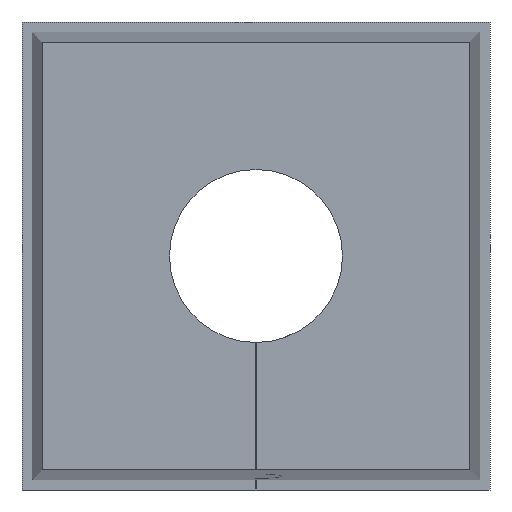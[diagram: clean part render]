
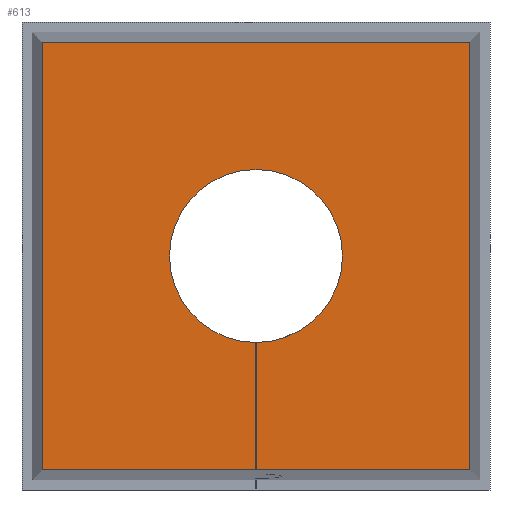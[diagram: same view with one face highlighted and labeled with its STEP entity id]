
A CAD part, front view. The second image highlights one B-rep face of the part: STEP entity #613.
In plain terms, the highlighted planar face has unit normal (0, -1, 0).
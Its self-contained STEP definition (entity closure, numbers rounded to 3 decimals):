
#3 = CARTESIAN_POINT ( 'NONE',  ( 22., -14.5, -20.994 ) ) ;
#10 = VERTEX_POINT ( 'NONE', #229 ) ;
#36 = LINE ( 'NONE', #799, #268 ) ;
#37 = VECTOR ( 'NONE', #357, 1000. ) ;
#69 = VERTEX_POINT ( 'NONE', #738 ) ;
#71 = DIRECTION ( 'NONE',  ( 0., 1., 0. ) ) ;
#83 = DIRECTION ( 'NONE',  ( 0., 1., 0. ) ) ;
#86 = CARTESIAN_POINT ( 'NONE',  ( 0., -14.5, 0. ) ) ;
#90 = CARTESIAN_POINT ( 'NONE',  ( 8.5, -14.5, 0. ) ) ;
#94 = CIRCLE ( 'NONE', #561, 8.5 ) ;
#95 = DIRECTION ( 'NONE',  ( 0., 0., 1. ) ) ;
#98 = CARTESIAN_POINT ( 'NONE',  ( 0., -14.5, 0. ) ) ;
#104 = LINE ( 'NONE', #688, #736 ) ;
#114 = EDGE_CURVE ( 'NONE', #419, #528, #218, .T. ) ;
#148 = CARTESIAN_POINT ( 'NONE',  ( -0.005, -14.5, -11.5 ) ) ;
#155 = ORIENTED_EDGE ( 'NONE', *, *, #496, .T. ) ;
#161 = CARTESIAN_POINT ( 'NONE',  ( 0.005, -14.5, -8.5 ) ) ;
#165 = CARTESIAN_POINT ( 'NONE',  ( 22., -14.5, -20.994 ) ) ;
#171 = VECTOR ( 'NONE', #221, 1000. ) ;
#192 = ORIENTED_EDGE ( 'NONE', *, *, #372, .T. ) ;
#194 = LINE ( 'NONE', #722, #412 ) ;
#218 = LINE ( 'NONE', #342, #37 ) ;
#221 = DIRECTION ( 'NONE',  ( -1., 0., 0. ) ) ;
#229 = CARTESIAN_POINT ( 'NONE',  ( 20.994, -14.5, -20.994 ) ) ;
#246 = EDGE_CURVE ( 'NONE', #470, #383, #582, .T. ) ;
#254 = DIRECTION ( 'NONE',  ( 0., 0., -1. ) ) ;
#268 = VECTOR ( 'NONE', #806, 1000. ) ;
#270 = VERTEX_POINT ( 'NONE', #713 ) ;
#281 = DIRECTION ( 'NONE',  ( 1., 0., 0. ) ) ;
#302 = EDGE_CURVE ( 'NONE', #407, #470, #816, .T. ) ;
#305 = DIRECTION ( 'NONE',  ( 0., 0., -1. ) ) ;
#327 = DIRECTION ( 'NONE',  ( -1., 0., 0. ) ) ;
#335 = ORIENTED_EDGE ( 'NONE', *, *, #521, .T. ) ;
#338 = ORIENTED_EDGE ( 'NONE', *, *, #351, .F. ) ;
#340 = DIRECTION ( 'NONE',  ( -1., 0., 0. ) ) ;
#342 = CARTESIAN_POINT ( 'NONE',  ( -22., -14.5, 20.994 ) ) ;
#350 = CARTESIAN_POINT ( 'NONE',  ( -20.994, -14.5, -20.994 ) ) ;
#351 = EDGE_CURVE ( 'NONE', #270, #597, #449, .T. ) ;
#357 = DIRECTION ( 'NONE',  ( 1., 0., 0. ) ) ;
#369 = VECTOR ( 'NONE', #95, 1000. ) ;
#371 = EDGE_LOOP ( 'NONE', ( #335, #636, #464, #192, #155, #730, #690, #492, #675, #338 ) ) ;
#372 = EDGE_CURVE ( 'NONE', #383, #523, #94, .T. ) ;
#383 = VERTEX_POINT ( 'NONE', #90 ) ;
#389 = CARTESIAN_POINT ( 'NONE',  ( -20.994, -14.5, 20.994 ) ) ;
#404 = DIRECTION ( 'NONE',  ( -1., 0., 0. ) ) ;
#407 = VERTEX_POINT ( 'NONE', #656 ) ;
#412 = VECTOR ( 'NONE', #254, 1000. ) ;
#419 = VERTEX_POINT ( 'NONE', #389 ) ;
#420 = FACE_OUTER_BOUND ( 'NONE', #371, .T. ) ;
#449 = LINE ( 'NONE', #3, #171 ) ;
#464 = ORIENTED_EDGE ( 'NONE', *, *, #246, .T. ) ;
#470 = VERTEX_POINT ( 'NONE', #716 ) ;
#479 = DIRECTION ( 'NONE',  ( 0., 1., 0. ) ) ;
#492 = ORIENTED_EDGE ( 'NONE', *, *, #114, .F. ) ;
#496 = EDGE_CURVE ( 'NONE', #523, #69, #194, .T. ) ;
#521 = EDGE_CURVE ( 'NONE', #270, #407, #676, .T. ) ;
#523 = VERTEX_POINT ( 'NONE', #161 ) ;
#528 = VERTEX_POINT ( 'NONE', #802 ) ;
#529 = PLANE ( 'NONE',  #723 ) ;
#561 = AXIS2_PLACEMENT_3D ( 'NONE', #86, #83, #340 ) ;
#582 = CIRCLE ( 'NONE', #794, 8.5 ) ;
#597 = VERTEX_POINT ( 'NONE', #350 ) ;
#613 = ADVANCED_FACE ( 'NONE', ( #420 ), #529, .F. ) ;
#615 = AXIS2_PLACEMENT_3D ( 'NONE', #819, #702, #634 ) ;
#626 = EDGE_CURVE ( 'NONE', #10, #69, #727, .T. ) ;
#634 = DIRECTION ( 'NONE',  ( -1., 0., 0. ) ) ;
#636 = ORIENTED_EDGE ( 'NONE', *, *, #302, .T. ) ;
#656 = CARTESIAN_POINT ( 'NONE',  ( -0.005, -14.5, -8.5 ) ) ;
#673 = EDGE_CURVE ( 'NONE', #597, #419, #36, .T. ) ;
#675 = ORIENTED_EDGE ( 'NONE', *, *, #673, .F. ) ;
#676 = LINE ( 'NONE', #148, #369 ) ;
#683 = EDGE_CURVE ( 'NONE', #528, #10, #104, .T. ) ;
#688 = CARTESIAN_POINT ( 'NONE',  ( 20.994, -14.5, 22. ) ) ;
#690 = ORIENTED_EDGE ( 'NONE', *, *, #683, .F. ) ;
#696 = CARTESIAN_POINT ( 'NONE',  ( 0., -14.5, 0. ) ) ;
#702 = DIRECTION ( 'NONE',  ( 0., 1., 0. ) ) ;
#713 = CARTESIAN_POINT ( 'NONE',  ( -0.005, -14.5, -20.994 ) ) ;
#716 = CARTESIAN_POINT ( 'NONE',  ( -8.5, -14.5, 0. ) ) ;
#722 = CARTESIAN_POINT ( 'NONE',  ( 0.005, -14.5, -11.5 ) ) ;
#723 = AXIS2_PLACEMENT_3D ( 'NONE', #98, #479, #281 ) ;
#727 = LINE ( 'NONE', #165, #800 ) ;
#730 = ORIENTED_EDGE ( 'NONE', *, *, #626, .F. ) ;
#736 = VECTOR ( 'NONE', #305, 1000. ) ;
#738 = CARTESIAN_POINT ( 'NONE',  ( 0.005, -14.5, -20.994 ) ) ;
#794 = AXIS2_PLACEMENT_3D ( 'NONE', #696, #71, #327 ) ;
#799 = CARTESIAN_POINT ( 'NONE',  ( -20.994, -14.5, -22. ) ) ;
#800 = VECTOR ( 'NONE', #404, 1000. ) ;
#802 = CARTESIAN_POINT ( 'NONE',  ( 20.994, -14.5, 20.994 ) ) ;
#806 = DIRECTION ( 'NONE',  ( 0., 0., 1. ) ) ;
#816 = CIRCLE ( 'NONE', #615, 8.5 ) ;
#819 = CARTESIAN_POINT ( 'NONE',  ( 0., -14.5, 0. ) ) ;
